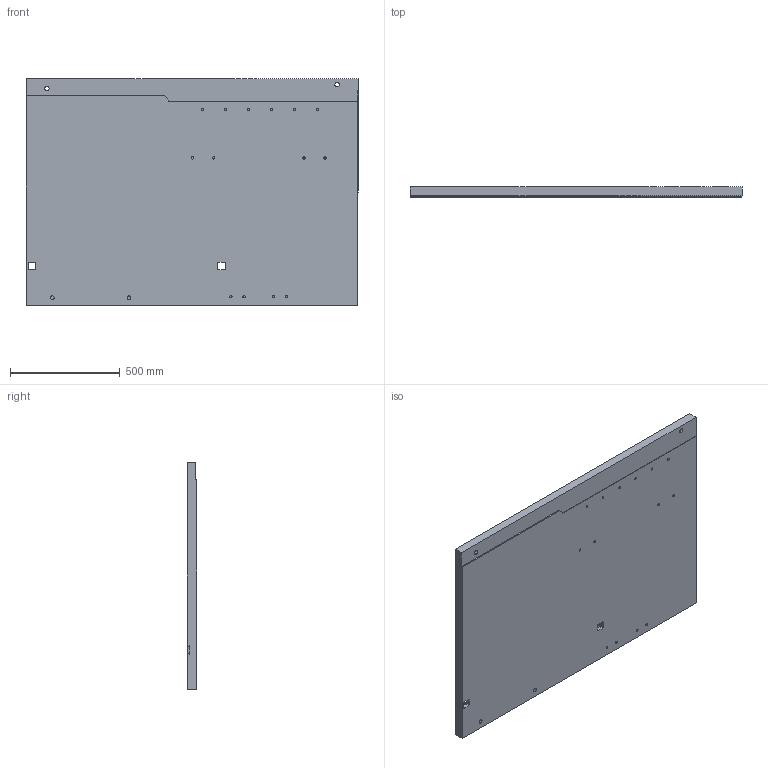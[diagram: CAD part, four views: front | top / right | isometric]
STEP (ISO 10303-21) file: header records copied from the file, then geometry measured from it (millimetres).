
FILE_DESCRIPTION (( 'STEP AP203' ), '1' );
FILE_NAME ('µ×°åMR0080104-7.STEP', '2021-11-20T05:34:15', ( '' ), ( '' ), 'SwSTEP 2.0', 'SolidWorks 2018', '' );
FILE_SCHEMA (( 'CONFIG_CONTROL_DESIGN' ));
Length unit declared in the file: millimetre
Products named in the file (1): 菁啣MR0080104-7
Bounding box: 1515 x 45 x 1035 mm (x, y, z)
Volume: 55463974.5 mm3; surface area: 3823095 mm2
Topology: 1 solids, 1 shells, 241 faces, 663 edges, 442 vertices
Faces by surface type: plane 137, cylinder 104
Entity records: 7798 total; most frequent: DIRECTION 1355, CARTESIAN_POINT 1347, ORIENTED_EDGE 1326, EDGE_CURVE 663, LINE 455, VECTOR 455, AXIS2_PLACEMENT_3D 450, VERTEX_POINT 442
